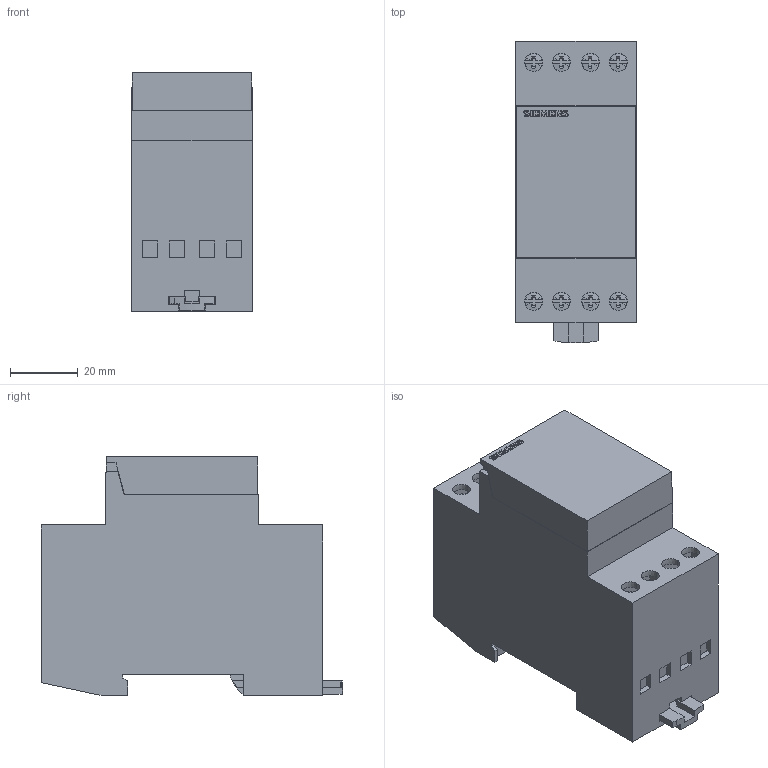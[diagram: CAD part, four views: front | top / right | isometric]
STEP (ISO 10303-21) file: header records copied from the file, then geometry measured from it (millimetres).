
FILE_DESCRIPTION(('STEP AP214'),'1');
FILE_NAME('cctmp_E8AC9BE0-CA5C-4898-A48B-EC321CF56376_2023_07_22_12_44_58_0427..stp','2023-07-22T10:44:58',('SIEMENS A&D'),('CADClick - www.CADClick.com'),'Spatial InterOp 3D postprocessed',' ','unknown authorization');
FILE_SCHEMA(('AUTOMOTIVE_DESIGN'));
Length unit declared in the file: millimetre
Products named in the file (1): 2023_07_22_12_44_58_0401
Bounding box: 35.6 x 88.89 x 70.3 mm (x, y, z)
Volume: 167900.9 mm3; surface area: 25556.2 mm2
Topology: 1 solids, 5 shells, 407 faces, 1123 edges, 756 vertices
Faces by surface type: plane 305, sphere 32, cone 32, cylinder 30, extrusion 8
Entity records: 14653 total; most frequent: CARTESIAN_POINT 3005, ORIENTED_EDGE 2246, DIRECTION 2049, EDGE_CURVE 1123, VERTEX_POINT 757, AXIS2_PLACEMENT_3D 693, VECTOR 663, LINE 655
